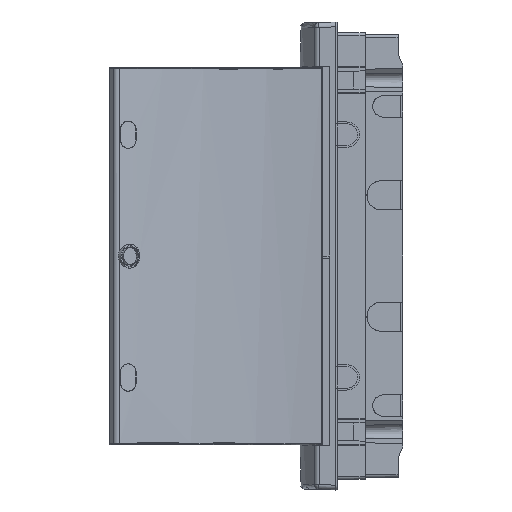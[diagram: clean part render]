
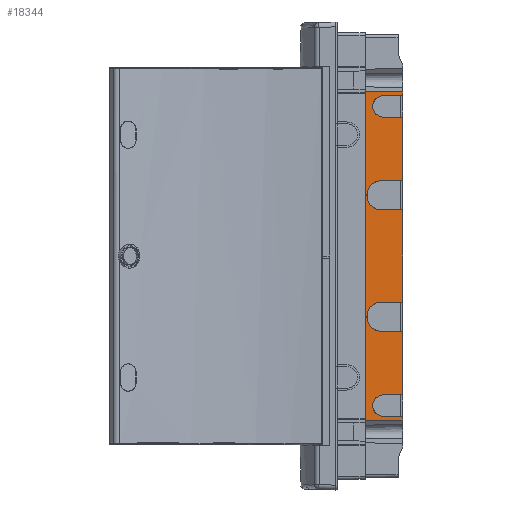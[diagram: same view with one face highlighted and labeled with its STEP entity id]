
A CAD part, left-side view. The second image highlights one B-rep face of the part: STEP entity #18344.
In plain terms, the highlighted planar face has unit normal (-1, -0.018, 0).
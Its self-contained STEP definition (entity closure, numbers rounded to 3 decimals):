
#559=(
BOUNDED_CURVE()
B_SPLINE_CURVE(3,(#26487,#26488,#26489,#26490),.UNSPECIFIED.,.F.,.F.)
B_SPLINE_CURVE_WITH_KNOTS((4,4),(4.712,7.854),
 .UNSPECIFIED.)
CURVE()
GEOMETRIC_REPRESENTATION_ITEM()
RATIONAL_B_SPLINE_CURVE((1.,0.333,0.333,1.))
REPRESENTATION_ITEM('')
);
#560=(
BOUNDED_CURVE()
B_SPLINE_CURVE(3,(#26495,#26496,#26497,#26498),.UNSPECIFIED.,.F.,.F.)
B_SPLINE_CURVE_WITH_KNOTS((4,4),(4.712,7.854),
 .UNSPECIFIED.)
CURVE()
GEOMETRIC_REPRESENTATION_ITEM()
RATIONAL_B_SPLINE_CURVE((1.,0.333,0.333,1.))
REPRESENTATION_ITEM('')
);
#561=(
BOUNDED_CURVE()
B_SPLINE_CURVE(3,(#26505,#26506,#26507,#26508),.UNSPECIFIED.,.F.,.F.)
B_SPLINE_CURVE_WITH_KNOTS((4,4),(4.712,7.854),
 .UNSPECIFIED.)
CURVE()
GEOMETRIC_REPRESENTATION_ITEM()
RATIONAL_B_SPLINE_CURVE((1.,0.333,0.333,1.))
REPRESENTATION_ITEM('')
);
#562=(
BOUNDED_CURVE()
B_SPLINE_CURVE(3,(#26513,#26514,#26515,#26516),.UNSPECIFIED.,.F.,.F.)
B_SPLINE_CURVE_WITH_KNOTS((4,4),(4.712,7.854),
 .UNSPECIFIED.)
CURVE()
GEOMETRIC_REPRESENTATION_ITEM()
RATIONAL_B_SPLINE_CURVE((1.,0.333,0.333,1.))
REPRESENTATION_ITEM('')
);
#2319=ORIENTED_EDGE('',*,*,#5829,.T.);
#2320=ORIENTED_EDGE('',*,*,#6436,.F.);
#2321=ORIENTED_EDGE('',*,*,#6437,.F.);
#2322=ORIENTED_EDGE('',*,*,#6438,.F.);
#2323=ORIENTED_EDGE('',*,*,#5825,.F.);
#2324=ORIENTED_EDGE('',*,*,#6439,.F.);
#2325=ORIENTED_EDGE('',*,*,#6440,.F.);
#2326=ORIENTED_EDGE('',*,*,#6441,.F.);
#2327=ORIENTED_EDGE('',*,*,#5873,.F.);
#2328=ORIENTED_EDGE('',*,*,#6442,.F.);
#2329=ORIENTED_EDGE('',*,*,#6003,.T.);
#2330=ORIENTED_EDGE('',*,*,#6443,.T.);
#2331=ORIENTED_EDGE('',*,*,#5837,.T.);
#2332=ORIENTED_EDGE('',*,*,#6444,.T.);
#2333=ORIENTED_EDGE('',*,*,#6445,.T.);
#2334=ORIENTED_EDGE('',*,*,#6446,.T.);
#2335=ORIENTED_EDGE('',*,*,#5833,.T.);
#2336=ORIENTED_EDGE('',*,*,#6447,.T.);
#2337=ORIENTED_EDGE('',*,*,#6448,.T.);
#2338=ORIENTED_EDGE('',*,*,#6449,.T.);
#5825=EDGE_CURVE('',#8141,#8142,#9658,.T.);
#5829=EDGE_CURVE('',#8146,#8145,#9662,.T.);
#5833=EDGE_CURVE('',#8150,#8149,#9666,.T.);
#5837=EDGE_CURVE('',#8154,#8153,#9670,.T.);
#5873=EDGE_CURVE('',#8189,#8190,#9702,.T.);
#6003=EDGE_CURVE('',#8304,#8303,#9810,.T.);
#6436=EDGE_CURVE('',#8549,#8145,#10168,.T.);
#6437=EDGE_CURVE('',#8550,#8549,#559,.T.);
#6438=EDGE_CURVE('',#8142,#8550,#10169,.T.);
#6439=EDGE_CURVE('',#8551,#8141,#10170,.T.);
#6440=EDGE_CURVE('',#8552,#8551,#560,.T.);
#6441=EDGE_CURVE('',#8190,#8552,#10171,.T.);
#6442=EDGE_CURVE('',#8304,#8189,#10172,.T.);
#6443=EDGE_CURVE('',#8303,#8154,#10173,.T.);
#6444=EDGE_CURVE('',#8153,#8553,#10174,.T.);
#6445=EDGE_CURVE('',#8553,#8554,#561,.T.);
#6446=EDGE_CURVE('',#8554,#8150,#10175,.T.);
#6447=EDGE_CURVE('',#8149,#8555,#10176,.T.);
#6448=EDGE_CURVE('',#8555,#8556,#562,.T.);
#6449=EDGE_CURVE('',#8556,#8146,#10177,.T.);
#8141=VERTEX_POINT('',#25105);
#8142=VERTEX_POINT('',#25107);
#8145=VERTEX_POINT('',#25113);
#8146=VERTEX_POINT('',#25115);
#8149=VERTEX_POINT('',#25121);
#8150=VERTEX_POINT('',#25123);
#8153=VERTEX_POINT('',#25129);
#8154=VERTEX_POINT('',#25131);
#8189=VERTEX_POINT('',#25201);
#8190=VERTEX_POINT('',#25203);
#8303=VERTEX_POINT('',#25495);
#8304=VERTEX_POINT('',#25497);
#8549=VERTEX_POINT('',#26486);
#8550=VERTEX_POINT('',#26491);
#8551=VERTEX_POINT('',#26494);
#8552=VERTEX_POINT('',#26499);
#8553=VERTEX_POINT('',#26504);
#8554=VERTEX_POINT('',#26509);
#8555=VERTEX_POINT('',#26512);
#8556=VERTEX_POINT('',#26517);
#9658=LINE('',#25106,#11363);
#9662=LINE('',#25114,#11367);
#9666=LINE('',#25122,#11371);
#9670=LINE('',#25130,#11375);
#9702=LINE('',#25202,#11407);
#9810=LINE('',#25496,#11515);
#10168=LINE('',#26485,#11873);
#10169=LINE('',#26492,#11874);
#10170=LINE('',#26493,#11875);
#10171=LINE('',#26500,#11876);
#10172=LINE('',#26501,#11877);
#10173=LINE('',#26502,#11878);
#10174=LINE('',#26503,#11879);
#10175=LINE('',#26510,#11880);
#10176=LINE('',#26511,#11881);
#10177=LINE('',#26518,#11882);
#11363=VECTOR('',#20598,1000.);
#11367=VECTOR('',#20602,1000.);
#11371=VECTOR('',#20606,1000.);
#11375=VECTOR('',#20610,1000.);
#11407=VECTOR('',#20650,1000.);
#11515=VECTOR('',#20790,1000.);
#11873=VECTOR('',#21568,1000.);
#11874=VECTOR('',#21569,1000.);
#11875=VECTOR('',#21570,1000.);
#11876=VECTOR('',#21571,1000.);
#11877=VECTOR('',#21572,1000.);
#11878=VECTOR('',#21573,1000.);
#11879=VECTOR('',#21574,1000.);
#11880=VECTOR('',#21575,1000.);
#11881=VECTOR('',#21576,1000.);
#11882=VECTOR('',#21577,1000.);
#13147=EDGE_LOOP('',(#2319,#2320,#2321,#2322,#2323,#2324,#2325,#2326,#2327,
#2328,#2329,#2330,#2331,#2332,#2333,#2334,#2335,#2336,#2337,#2338));
#14151=FACE_BOUND('',#13147,.T.);
#15096=PLANE('',#19322);
#18344=ADVANCED_FACE('',(#14151),#15096,.T.);
#19322=AXIS2_PLACEMENT_3D('',#26484,#21566,#21567);
#20598=DIRECTION('',(0.,0.,-1.));
#20602=DIRECTION('',(0.,0.,1.));
#20606=DIRECTION('',(0.,0.,1.));
#20610=DIRECTION('',(0.,0.,1.));
#20650=DIRECTION('',(0.,0.,-1.));
#20790=DIRECTION('',(0.,0.,-1.));
#21566=DIRECTION('',(-1.,-0.017,0.));
#21567=DIRECTION('',(-0.017,1.,0.));
#21568=DIRECTION('',(0.017,-1.,0.));
#21569=DIRECTION('',(-0.017,1.,0.));
#21570=DIRECTION('',(0.017,-1.,0.));
#21571=DIRECTION('',(-0.017,1.,0.));
#21572=DIRECTION('',(0.017,-1.,-0.012));
#21573=DIRECTION('',(0.017,-1.,0.012));
#21574=DIRECTION('',(-0.017,1.,0.));
#21575=DIRECTION('',(0.017,-1.,0.));
#21576=DIRECTION('',(-0.017,1.,0.));
#21577=DIRECTION('',(0.017,-1.,0.));
#25105=CARTESIAN_POINT('',(-129.273,0.,143.));
#25106=CARTESIAN_POINT('',(-129.273,0.,240.9));
#25107=CARTESIAN_POINT('',(-129.273,0.,77.5));
#25113=CARTESIAN_POINT('',(-129.273,0.,47.5));
#25114=CARTESIAN_POINT('',(-129.273,0.,-240.9));
#25115=CARTESIAN_POINT('',(-129.273,0.,-47.5));
#25121=CARTESIAN_POINT('',(-129.273,0.,-77.5));
#25122=CARTESIAN_POINT('',(-129.273,0.,-240.9));
#25123=CARTESIAN_POINT('',(-129.273,0.,-143.));
#25129=CARTESIAN_POINT('',(-129.273,0.,-165.));
#25130=CARTESIAN_POINT('',(-129.273,0.,-240.9));
#25131=CARTESIAN_POINT('',(-129.273,0.,-169.028));
#25201=CARTESIAN_POINT('',(-129.273,0.,169.028));
#25202=CARTESIAN_POINT('',(-129.273,0.,240.9));
#25203=CARTESIAN_POINT('',(-129.273,0.,165.));
#25495=CARTESIAN_POINT('',(-129.95,38.8,-169.51));
#25496=CARTESIAN_POINT('',(-129.95,38.8,240.9));
#25497=CARTESIAN_POINT('',(-129.95,38.8,169.51));
#26484=CARTESIAN_POINT('',(-129.95,38.8,240.9));
#26485=CARTESIAN_POINT('',(-129.95,38.8,47.5));
#26486=CARTESIAN_POINT('',(-129.657,22.,47.5));
#26487=CARTESIAN_POINT('',(-129.657,22.,77.5));
#26488=CARTESIAN_POINT('',(-130.18,52.,77.5));
#26489=CARTESIAN_POINT('',(-130.18,52.,47.5));
#26490=CARTESIAN_POINT('',(-129.657,22.,47.5));
#26491=CARTESIAN_POINT('',(-129.657,22.,77.5));
#26492=CARTESIAN_POINT('',(-129.95,38.8,77.5));
#26493=CARTESIAN_POINT('',(-129.95,38.8,143.));
#26494=CARTESIAN_POINT('',(-129.622,20.,143.));
#26495=CARTESIAN_POINT('',(-129.622,20.,165.));
#26496=CARTESIAN_POINT('',(-130.006,42.,165.));
#26497=CARTESIAN_POINT('',(-130.006,42.,143.));
#26498=CARTESIAN_POINT('',(-129.622,20.,143.));
#26499=CARTESIAN_POINT('',(-129.622,20.,165.));
#26500=CARTESIAN_POINT('',(-129.95,38.8,165.));
#26501=CARTESIAN_POINT('',(-129.965,39.686,169.521));
#26502=CARTESIAN_POINT('',(-129.965,39.686,-169.521));
#26503=CARTESIAN_POINT('',(-129.95,38.8,-165.));
#26504=CARTESIAN_POINT('',(-129.622,20.,-165.));
#26505=CARTESIAN_POINT('',(-129.622,20.,-165.));
#26506=CARTESIAN_POINT('',(-130.006,42.,-165.));
#26507=CARTESIAN_POINT('',(-130.006,42.,-143.));
#26508=CARTESIAN_POINT('',(-129.622,20.,-143.));
#26509=CARTESIAN_POINT('',(-129.622,20.,-143.));
#26510=CARTESIAN_POINT('',(-129.95,38.8,-143.));
#26511=CARTESIAN_POINT('',(-129.95,38.8,-77.5));
#26512=CARTESIAN_POINT('',(-129.657,22.,-77.5));
#26513=CARTESIAN_POINT('',(-129.657,22.,-77.5));
#26514=CARTESIAN_POINT('',(-130.18,52.,-77.5));
#26515=CARTESIAN_POINT('',(-130.18,52.,-47.5));
#26516=CARTESIAN_POINT('',(-129.657,22.,-47.5));
#26517=CARTESIAN_POINT('',(-129.657,22.,-47.5));
#26518=CARTESIAN_POINT('',(-129.95,38.8,-47.5));
